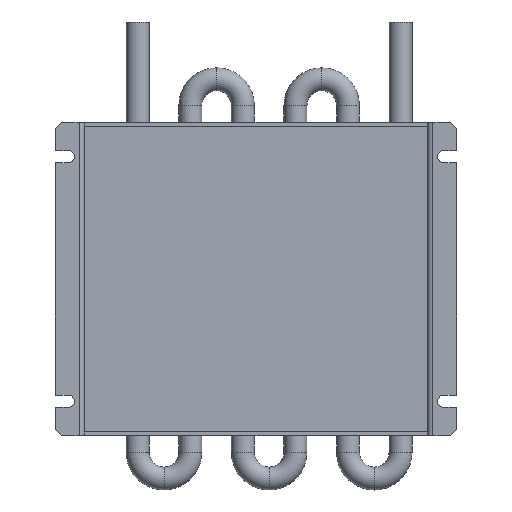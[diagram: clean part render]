
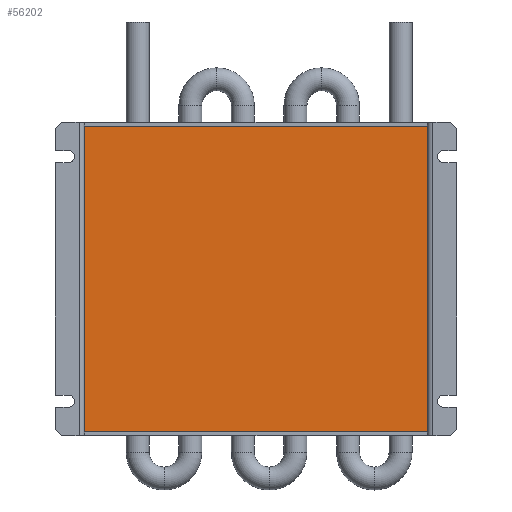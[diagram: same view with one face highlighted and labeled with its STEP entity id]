
A CAD part, front view. The second image highlights one B-rep face of the part: STEP entity #56202.
In plain terms, the highlighted planar face has unit normal (0, -1, 0).
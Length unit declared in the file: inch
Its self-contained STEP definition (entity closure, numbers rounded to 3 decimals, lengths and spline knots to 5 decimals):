
#2903 = CARTESIAN_POINT ( 'NONE',  ( -2.79937, -0.5, 2.5005 ) ) ;
#3376 = CARTESIAN_POINT ( 'NONE',  ( 2.79937, -0.5, 2.5005 ) ) ;
#7563 = DIRECTION ( 'NONE',  ( -1., 0., 0. ) ) ;
#7565 = VECTOR ( 'NONE', #7563, 39.37008 ) ;
#7566 = CARTESIAN_POINT ( 'NONE',  ( 0., -0.5, 2.5005 ) ) ;
#7567 = LINE ( 'NONE', #7566, #7565 ) ;
#8080 = CARTESIAN_POINT ( 'NONE',  ( 2.8025, -0.5, 2.5005 ) ) ;
#11888 = CARTESIAN_POINT ( 'NONE',  ( 2.79937, -0.5, -2.5005 ) ) ;
#11890 = DIRECTION ( 'NONE',  ( -1., 0., 0. ) ) ;
#11892 = VECTOR ( 'NONE', #11890, 39.37008 ) ;
#11894 = CARTESIAN_POINT ( 'NONE',  ( 0., -0.5, -2.5005 ) ) ;
#11896 = LINE ( 'NONE', #11894, #11892 ) ;
#13685 = DIRECTION ( 'NONE',  ( 1., 0., 0. ) ) ;
#13687 = VECTOR ( 'NONE', #13685, 39.37008 ) ;
#13688 = CARTESIAN_POINT ( 'NONE',  ( 0., -0.5, -2.5005 ) ) ;
#13690 = LINE ( 'NONE', #13688, #13687 ) ;
#14001 = CARTESIAN_POINT ( 'NONE',  ( -2.79937, -0.5, -2.5005 ) ) ;
#14005 = DIRECTION ( 'NONE',  ( 1., 0., 0. ) ) ;
#14006 = VECTOR ( 'NONE', #14005, 39.37008 ) ;
#14007 = CARTESIAN_POINT ( 'NONE',  ( -2.80094, -0.5, -2.5005 ) ) ;
#14008 = LINE ( 'NONE', #14007, #14006 ) ;
#14011 = PLANE ( 'NONE',  #14069 ) ;
#14029 = FACE_OUTER_BOUND ( 'NONE', #55171, .T. ) ;
#14066 = DIRECTION ( 'NONE',  ( 0., 0., -1. ) ) ;
#14067 = DIRECTION ( 'NONE',  ( 0., -1., 0. ) ) ;
#14068 = CARTESIAN_POINT ( 'NONE',  ( -2.8025, -0.5, 2.5005 ) ) ;
#14069 = AXIS2_PLACEMENT_3D ( 'NONE', #14068, #14067, #14066 ) ;
#17379 = DIRECTION ( 'NONE',  ( -1., 0., 0. ) ) ;
#17381 = VECTOR ( 'NONE', #17379, 39.37008 ) ;
#17382 = CARTESIAN_POINT ( 'NONE',  ( 0., -0.5, 2.5005 ) ) ;
#17383 = LINE ( 'NONE', #17382, #17381 ) ;
#39326 = LINE ( 'NONE', #39501, #39358 ) ;
#39358 = VECTOR ( 'NONE', #39499, 39.37008 ) ;
#39499 = DIRECTION ( 'NONE',  ( 0., 0., 1. ) ) ;
#39501 = CARTESIAN_POINT ( 'NONE',  ( 2.8025, -0.5, 0. ) ) ;
#43773 = CARTESIAN_POINT ( 'NONE',  ( -2.8025, -0.5, 2.5005 ) ) ;
#44101 = DIRECTION ( 'NONE',  ( -1., 0., 0. ) ) ;
#44102 = VECTOR ( 'NONE', #44101, 39.37008 ) ;
#44104 = CARTESIAN_POINT ( 'NONE',  ( -2.80094, -0.5, 2.5005 ) ) ;
#44105 = LINE ( 'NONE', #44104, #44102 ) ;
#46650 = CARTESIAN_POINT ( 'NONE',  ( 2.8025, -0.5, -2.5005 ) ) ;
#46692 = DIRECTION ( 'NONE',  ( 0., 0., -1. ) ) ;
#46694 = VECTOR ( 'NONE', #46692, 39.37008 ) ;
#46695 = CARTESIAN_POINT ( 'NONE',  ( -2.8025, -0.5, 0. ) ) ;
#46696 = LINE ( 'NONE', #46695, #46694 ) ;
#47459 = CARTESIAN_POINT ( 'NONE',  ( -2.8025, -0.5, -2.5005 ) ) ;
#51292 = VERTEX_POINT ( 'NONE', #2903 ) ;
#51400 = VERTEX_POINT ( 'NONE', #3376 ) ;
#53775 = VERTEX_POINT ( 'NONE', #43773 ) ;
#53874 = EDGE_CURVE ( 'NONE', #51292, #53775, #44105, .T. ) ;
#53946 = EDGE_CURVE ( 'NONE', #54137, #54358, #39326, .T. ) ;
#54093 = EDGE_CURVE ( 'NONE', #53775, #54171, #46696, .T. ) ;
#54137 = VERTEX_POINT ( 'NONE', #46650 ) ;
#54171 = VERTEX_POINT ( 'NONE', #47459 ) ;
#54284 = EDGE_CURVE ( 'NONE', #51400, #51292, #17383, .T. ) ;
#54324 = EDGE_CURVE ( 'NONE', #54358, #51400, #7567, .T. ) ;
#54358 = VERTEX_POINT ( 'NONE', #8080 ) ;
#55037 = ORIENTED_EDGE ( 'NONE', *, *, #54324, .T. ) ;
#55062 = ORIENTED_EDGE ( 'NONE', *, *, #54093, .T. ) ;
#55076 = ORIENTED_EDGE ( 'NONE', *, *, #55077, .F. ) ;
#55077 = EDGE_CURVE ( 'NONE', #55078, #56148, #11896, .T. ) ;
#55078 = VERTEX_POINT ( 'NONE', #11888 ) ;
#55171 = EDGE_LOOP ( 'NONE', ( #56140, #56203, #55062, #56149, #55076, #55284, #55917, #55037 ) ) ;
#55284 = ORIENTED_EDGE ( 'NONE', *, *, #55285, .T. ) ;
#55285 = EDGE_CURVE ( 'NONE', #55078, #54137, #13690, .T. ) ;
#55917 = ORIENTED_EDGE ( 'NONE', *, *, #53946, .T. ) ;
#56128 = EDGE_CURVE ( 'NONE', #54171, #56148, #14008, .T. ) ;
#56140 = ORIENTED_EDGE ( 'NONE', *, *, #54284, .T. ) ;
#56148 = VERTEX_POINT ( 'NONE', #14001 ) ;
#56149 = ORIENTED_EDGE ( 'NONE', *, *, #56128, .T. ) ;
#56202 = ADVANCED_FACE ( 'NONE', ( #14029 ), #14011, .T. ) ;
#56203 = ORIENTED_EDGE ( 'NONE', *, *, #53874, .T. ) ;
